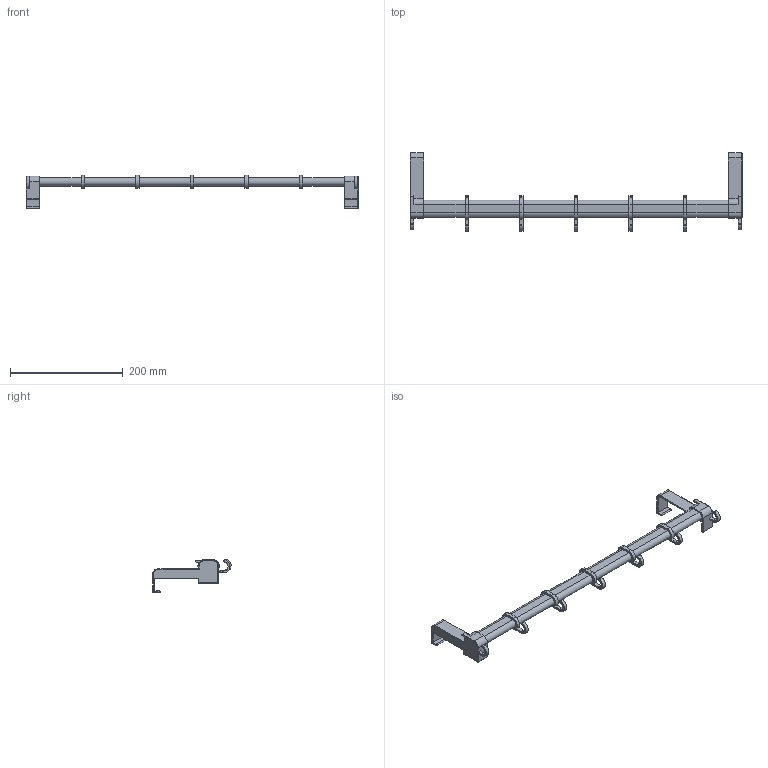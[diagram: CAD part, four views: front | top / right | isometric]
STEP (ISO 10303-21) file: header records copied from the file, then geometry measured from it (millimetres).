
FILE_DESCRIPTION(('Creo Elements/Direct Modeling STEP Export'),'2;1');
FILE_NAME('MI687-575.stp','2019-05-08T10:55:38',(''),(''),'Creo Elements/Direct Modeling STEP processor for AP214 (Solid Model)','Creo Elements/Direct Modeling 20.0 12-Nov-2016 (C) Parametric Technology GmbH','');
FILE_SCHEMA(('AUTOMOTIVE_DESIGN { 1 0 10303 214 1 1 1 1 }'));
Length unit declared in the file: millimetre
Products named in the file (1): MI687-575
Bounding box: 590 x 139 x 59.3 mm (x, y, z)
Volume: 299312 mm3; surface area: 82724.6 mm2
Topology: 1 solids, 1 shells, 194 faces, 498 edges, 312 vertices
Faces by surface type: plane 90, cylinder 90, torus 8, sphere 6
Entity records: 5676 total; most frequent: DIRECTION 1004, ORIENTED_EDGE 984, CARTESIAN_POINT 959, EDGE_CURVE 492, AXIS2_PLACEMENT_3D 357, VERTEX_POINT 312, VECTOR 290, LINE 290
